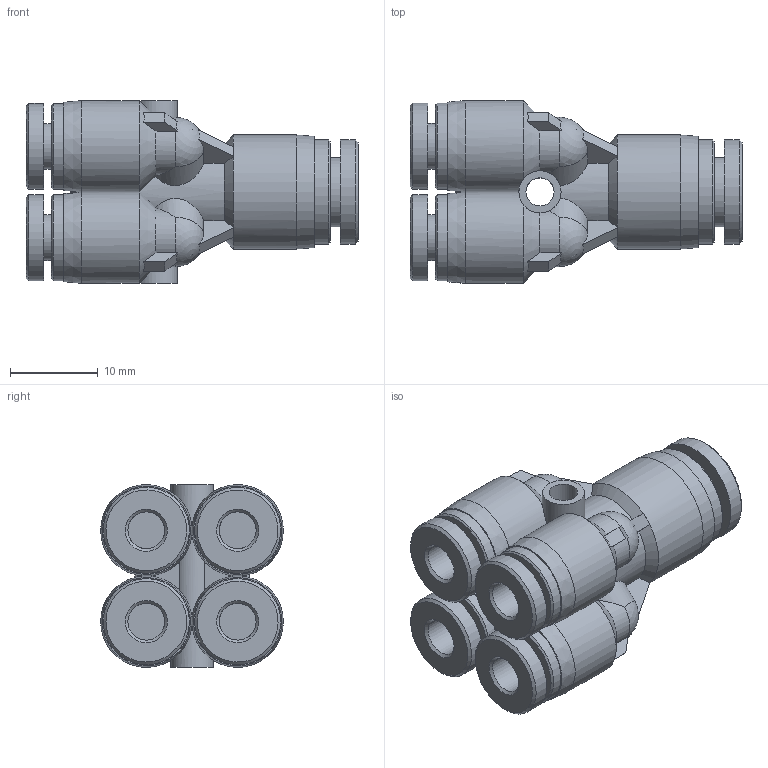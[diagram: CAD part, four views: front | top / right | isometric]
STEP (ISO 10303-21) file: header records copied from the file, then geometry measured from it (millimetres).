
FILE_DESCRIPTION((''),'2;1');
FILE_NAME('PXG 1_4-5_32.stp','2016-10-17T16:27:57',('Administrator'),(''),'Autodesk Inventor 2013','Autodesk Inventor 2013','');
FILE_SCHEMA(('CONFIG_CONTROL_DESIGN'));
Length unit declared in the file: millimetre
Products named in the file (4): PXG 1_4-5_32; NXG 1_4-5_32 BODY; SLEEVE N1_4R-L; SLEEVE N5_32R-L
Assembly tree (6 placements, depth 2):
  PXG 1_4-5_32
    NXG 1_4-5_32 BODY
    SLEEVE N1_4R-L
    SLEEVE N5_32R-L  x4
Bounding box: 37.8 x 20.8 x 20.8 mm (x, y, z)
Volume: 6249.3 mm3; surface area: 6057.2 mm2
Topology: 6 solids, 6 shells, 170 faces, 398 edges, 247 vertices
Faces by surface type: plane 80, cylinder 58, cone 28, sphere 4
Full cylindrical faces by diameter (mm): 3.2 x1, 4.2 x8, 4.8 x2, 5.2 x4, 6.55 x2, 7.9 x1, 9.8 x8, 11.9 x2, 13 x1
Entity records: 4147 total; most frequent: CARTESIAN_POINT 978, DIRECTION 676, ORIENTED_EDGE 592, EDGE_CURVE 296, AXIS2_PLACEMENT_3D 291, VERTEX_POINT 198, EDGE_LOOP 180, FACE_OUTER_BOUND 137
